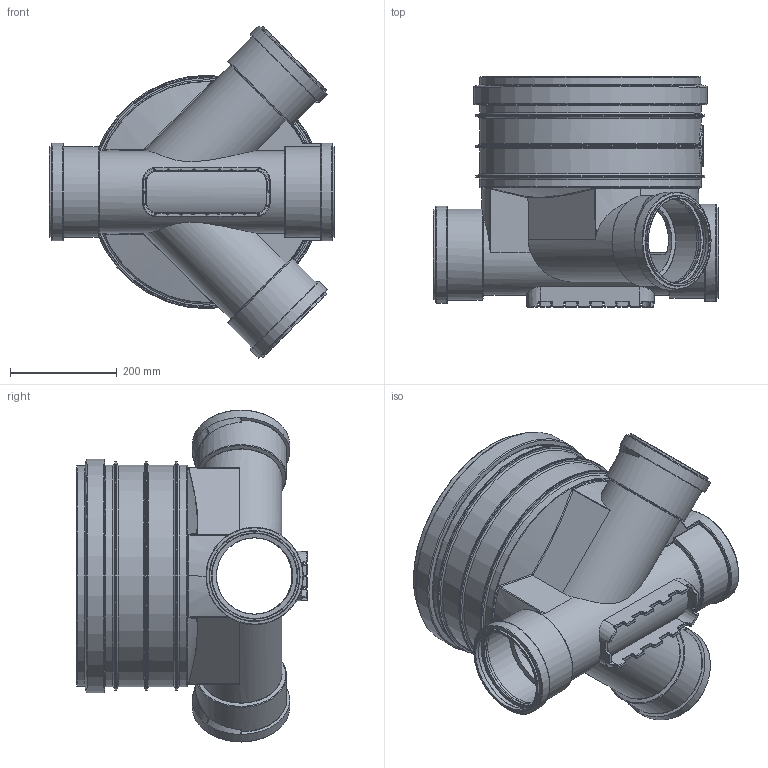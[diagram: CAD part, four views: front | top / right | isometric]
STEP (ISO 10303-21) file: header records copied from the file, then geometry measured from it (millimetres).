
FILE_DESCRIPTION(/* description */ (''),/* implementation_level */ '2;1');
FILE_NAME(/* name */ '660030 SC Schachtboden Typ rechts-mitte-links DN400_160.stp',/* time_stamp */ '2022-07-21T08:50:36+02:00',/* author */ ('corinna'),/* organization */ (''),/* preprocessor_version */ 'ST-DEVELOPER v18',/* originating_system */ 'Autodesk Inventor 2020',/* authorisation */ '');
FILE_SCHEMA (('AUTOMOTIVE_DESIGN { 1 0 10303 214 3 1 1 }'));
Length unit declared in the file: millimetre
Products named in the file (1): 660030 SC Schachtboden Typ rechts-mitte-links DN400_160
Bounding box: 536 x 432 x 622.97 mm (x, y, z)
Volume: 4677625.6 mm3; surface area: 1698665.2 mm2
Topology: 1 solids, 5 shells, 703 faces, 1895 edges, 1198 vertices
Faces by surface type: bspline 209, cylinder 203, torus 110, plane 96, cone 73, sphere 12
Full cylindrical faces by diameter (mm): 143.2 x3, 150.2 x1, 160.5 x2, 160.8 x8, 160.9 x2, 169.8 x4, 170.6 x3, 173.8 x4, 182.8 x4, 404 x1, 404.4 x1, 415 x1, 416 x4, 427.1 x1, 430 x2, 438.1 x1
Entity records: 28692 total; most frequent: CARTESIAN_POINT 11696, ORIENTED_EDGE 3762, DIRECTION 3450, EDGE_CURVE 1881, AXIS2_PLACEMENT_3D 1495, VERTEX_POINT 1194, CIRCLE 866, EDGE_LOOP 713
